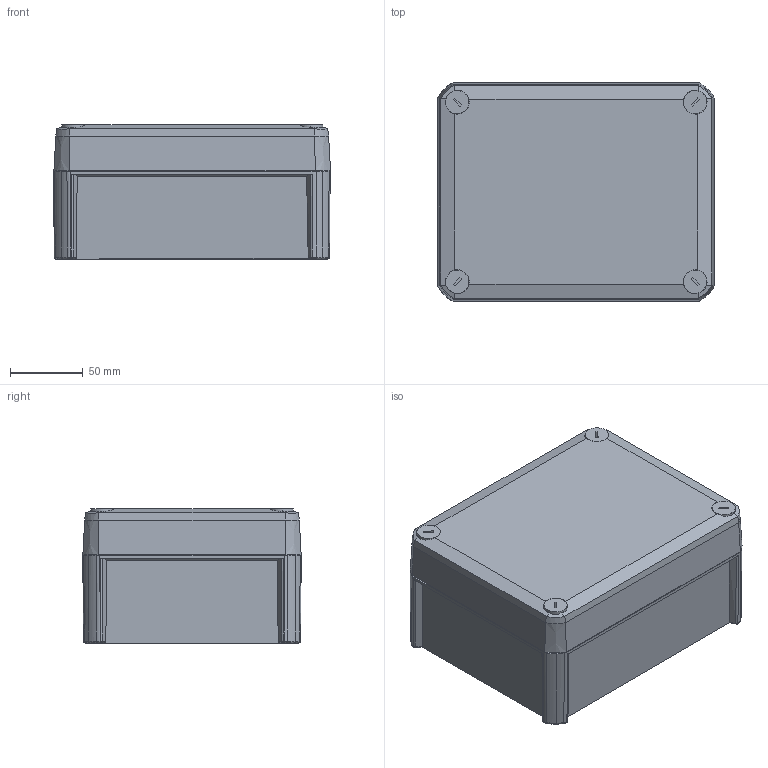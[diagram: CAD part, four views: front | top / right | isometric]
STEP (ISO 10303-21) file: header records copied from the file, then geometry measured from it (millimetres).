
FILE_DESCRIPTION (( 'STEP AP214' ), '1' );
FILE_NAME ('2007774.STP', '2020-09-16T08:50:11', ( '' ), ( '' ), 'SwSTEP 2.0', 'SolidWorks 2020', '' );
FILE_SCHEMA (( 'AUTOMOTIVE_DESIGN' ));
Length unit declared in the file: millimetre
Products named in the file (7): 060182_RAL7035; 055009_Standard; 2007774; 050522_Deckel-X10-RAL7035; 018602_ISO 7049 - 3,5 x 9,5 F-Z; 0084514_1115384-T160; ED550-01_geschlossen
Assembly tree (10 placements, depth 3):
  2007774
    ED550-01_geschlossen
    060182_RAL7035
      050522_Deckel-X10-RAL7035
    055009_Standard  x4
    0084514_1115384-T160
    018602_ISO 7049 - 3,5 x 9,5 F-Z  x2
Bounding box: 190.2 x 150.03 x 92.16 mm (x, y, z)
Volume: 771443.6 mm3; surface area: 249131.6 mm2
Topology: 9 solids, 9 shells, 547 faces, 1435 edges, 936 vertices
Faces by surface type: plane 234, cone 125, cylinder 115, bspline 65, torus 4, sphere 4
Entity records: 20727 total; most frequent: CARTESIAN_POINT 9344, ORIENTED_EDGE 2484, DIRECTION 2106, EDGE_CURVE 1242, VERTEX_POINT 808, AXIS2_PLACEMENT_3D 766, LINE 574, VECTOR 574
